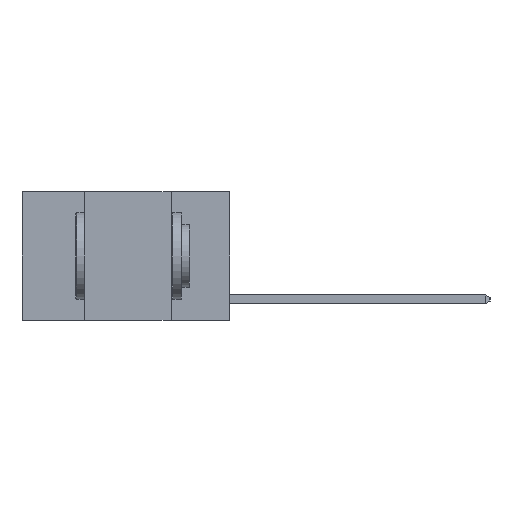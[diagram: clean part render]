
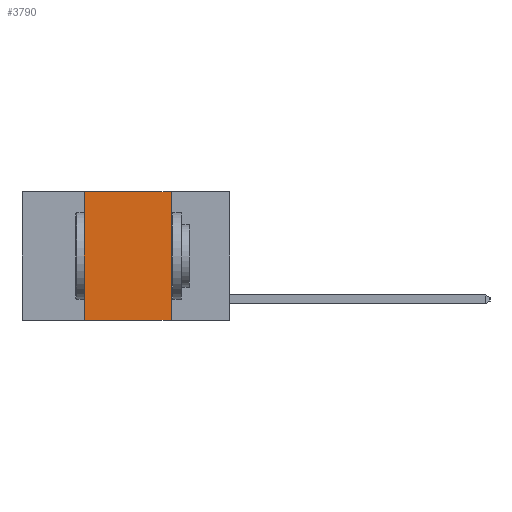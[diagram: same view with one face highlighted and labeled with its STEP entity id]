
A CAD part, left-side view. The second image highlights one B-rep face of the part: STEP entity #3790.
In plain terms, the highlighted planar face has unit normal (-1, 0, 0).
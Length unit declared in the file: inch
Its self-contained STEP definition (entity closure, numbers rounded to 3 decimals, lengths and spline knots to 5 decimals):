
#517 = ORIENTED_EDGE ( 'NONE', *, *, #2362, .F. ) ;
#861 = CARTESIAN_POINT ( 'NONE',  ( 0., 0.17, 0. ) ) ;
#938 = LINE ( 'NONE', #6019, #6325 ) ;
#1449 = DIRECTION ( 'NONE',  ( 0., 0., 1. ) ) ;
#1491 = CARTESIAN_POINT ( 'NONE',  ( 0., 0.17, 0. ) ) ;
#1732 = DIRECTION ( 'NONE',  ( 0., 0., -1. ) ) ;
#2081 = EDGE_CURVE ( 'NONE', #7815, #9362, #938, .T. ) ;
#2362 = EDGE_CURVE ( 'NONE', #2551, #7815, #9252, .T. ) ;
#2551 = VERTEX_POINT ( 'NONE', #8872 ) ;
#2705 = VECTOR ( 'NONE', #1732, 39.37008 ) ;
#3091 = VECTOR ( 'NONE', #4584, 39.37008 ) ;
#3522 = EDGE_CURVE ( 'NONE', #9362, #4443, #8465, .T. ) ;
#3790 = ADVANCED_FACE ( 'NONE', ( #6260 ), #4398, .F. ) ;
#3885 = CARTESIAN_POINT ( 'NONE',  ( 0., 0.42, 0. ) ) ;
#3921 = ORIENTED_EDGE ( 'NONE', *, *, #3522, .F. ) ;
#4313 = DIRECTION ( 'NONE',  ( 0., 0., -1. ) ) ;
#4342 = DIRECTION ( 'NONE',  ( 1., 0., 0. ) ) ;
#4358 = CARTESIAN_POINT ( 'NONE',  ( 0., 0.6, 0. ) ) ;
#4398 = PLANE ( 'NONE',  #5463 ) ;
#4443 = VERTEX_POINT ( 'NONE', #9086 ) ;
#4584 = DIRECTION ( 'NONE',  ( 0., -1., 0. ) ) ;
#5283 = CARTESIAN_POINT ( 'NONE',  ( 0., 0.42, 0. ) ) ;
#5463 = AXIS2_PLACEMENT_3D ( 'NONE', #4358, #4342, #4313 ) ;
#6019 = CARTESIAN_POINT ( 'NONE',  ( 0., 0.6, 0. ) ) ;
#6260 = FACE_OUTER_BOUND ( 'NONE', #8941, .T. ) ;
#6325 = VECTOR ( 'NONE', #9270, 39.37008 ) ;
#7106 = EDGE_CURVE ( 'NONE', #2551, #4443, #8817, .T. ) ;
#7526 = ORIENTED_EDGE ( 'NONE', *, *, #7106, .T. ) ;
#7815 = VERTEX_POINT ( 'NONE', #3885 ) ;
#8465 = LINE ( 'NONE', #861, #2705 ) ;
#8817 = LINE ( 'NONE', #8821, #3091 ) ;
#8821 = CARTESIAN_POINT ( 'NONE',  ( 0., 0.6, -0.37 ) ) ;
#8872 = CARTESIAN_POINT ( 'NONE',  ( 0., 0.42, -0.37 ) ) ;
#8941 = EDGE_LOOP ( 'NONE', ( #3921, #9348, #517, #7526 ) ) ;
#9048 = VECTOR ( 'NONE', #1449, 39.37008 ) ;
#9086 = CARTESIAN_POINT ( 'NONE',  ( 0., 0.17, -0.37 ) ) ;
#9252 = LINE ( 'NONE', #5283, #9048 ) ;
#9270 = DIRECTION ( 'NONE',  ( 0., -1., 0. ) ) ;
#9348 = ORIENTED_EDGE ( 'NONE', *, *, #2081, .F. ) ;
#9362 = VERTEX_POINT ( 'NONE', #1491 ) ;
